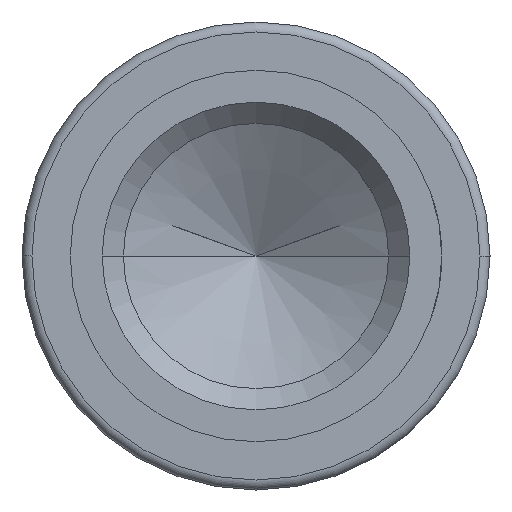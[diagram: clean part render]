
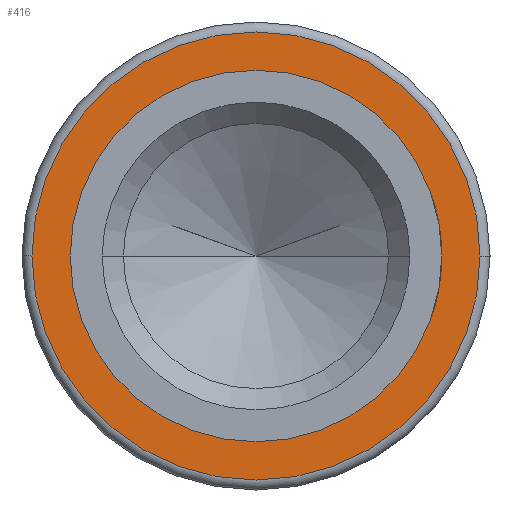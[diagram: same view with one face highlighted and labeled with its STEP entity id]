
A CAD part, front view. The second image highlights one B-rep face of the part: STEP entity #416.
In plain terms, the highlighted planar face has unit normal (0, -1, 0).
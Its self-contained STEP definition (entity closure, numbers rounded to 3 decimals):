
#1=CARTESIAN_POINT('',(0.,0.,0.));
#2=DIRECTION('',(0.,-1.,0.));
#3=DIRECTION('',(1.,0.,0.));
#4=AXIS2_PLACEMENT_3D('',#1,#2,#3);
#16=CARTESIAN_POINT('',(0.,0.,0.));
#17=DIRECTION('',(0.,-1.,0.));
#18=DIRECTION('',(-1.,0.,0.));
#19=AXIS2_PLACEMENT_3D('',#16,#17,#18);
#160=CARTESIAN_POINT('',(0.,0.,0.));
#161=DIRECTION('',(0.,1.,0.));
#162=DIRECTION('',(-1.,0.,0.));
#163=AXIS2_PLACEMENT_3D('',#160,#161,#162);
#194=CARTESIAN_POINT('',(0.,0.,0.));
#195=DIRECTION('',(0.,-1.,0.));
#196=DIRECTION('',(-1.,0.,0.));
#197=AXIS2_PLACEMENT_3D('',#194,#195,#196);
#309=CARTESIAN_POINT('',(-1.31,0.,0.));
#311=VERTEX_POINT('',#309);
#313=CARTESIAN_POINT('',(1.31,0.,0.));
#314=VERTEX_POINT('',#313);
#317=CARTESIAN_POINT('',(-1.58,0.,0.));
#318=CARTESIAN_POINT('',(1.58,0.,0.));
#319=VERTEX_POINT('',#317);
#320=VERTEX_POINT('',#318);
#400=CARTESIAN_POINT('',(0.,0.,0.));
#401=DIRECTION('',(0.,1.,0.));
#402=DIRECTION('',(1.,0.,0.));
#403=AXIS2_PLACEMENT_3D('',#400,#401,#402);
#404=PLANE('',#403);
#406=ORIENTED_EDGE('',*,*,#405,.F.);
#407=ORIENTED_EDGE('',*,*,#390,.F.);
#408=EDGE_LOOP('',(#406,#407));
#409=FACE_OUTER_BOUND('',#408,.F.);
#411=ORIENTED_EDGE('',*,*,#410,.F.);
#413=ORIENTED_EDGE('',*,*,#412,.T.);
#414=EDGE_LOOP('',(#411,#413));
#415=FACE_BOUND('',#414,.F.);
#416=ADVANCED_FACE('',(#409,#415),#404,.F.);
#5=CIRCLE('',#4,1.58);
#20=CIRCLE('',#19,1.58);
#164=CIRCLE('',#163,1.31);
#198=CIRCLE('',#197,1.31);
#390=EDGE_CURVE('',#320,#319,#5,.T.);
#405=EDGE_CURVE('',#319,#320,#20,.T.);
#410=EDGE_CURVE('',#311,#314,#164,.T.);
#412=EDGE_CURVE('',#311,#314,#198,.T.);
